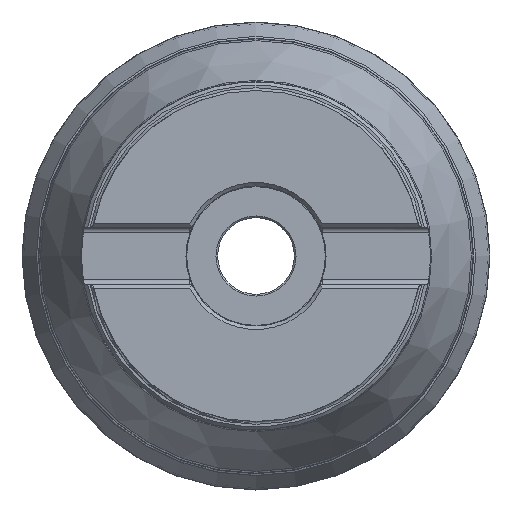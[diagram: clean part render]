
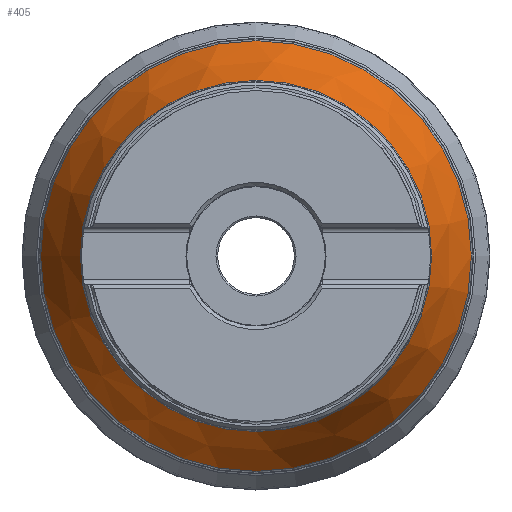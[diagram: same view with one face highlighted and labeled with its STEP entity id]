
A CAD part, left-side view. The second image highlights one B-rep face of the part: STEP entity #405.
In plain terms, the highlighted conical face has half-angle 26.037 degrees and reference radius 50 mm.
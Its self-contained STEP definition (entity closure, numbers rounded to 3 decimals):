
#164=FACE_BOUND('',#536,.T.);
#165=FACE_BOUND('',#537,.T.);
#245=CONICAL_SURFACE('',#1278,50.,26.037);
#405=ADVANCED_FACE('',(#164,#165),#245,.T.);
#536=EDGE_LOOP('',(#701));
#537=EDGE_LOOP('',(#702));
#701=ORIENTED_EDGE('',*,*,#1078,.T.);
#702=ORIENTED_EDGE('',*,*,#1079,.T.);
#967=VERTEX_POINT('',#1936);
#968=VERTEX_POINT('',#1938);
#1078=EDGE_CURVE('',#967,#967,#1194,.T.);
#1079=EDGE_CURVE('',#968,#968,#1195,.T.);
#1194=CIRCLE('',#1276,61.807);
#1195=CIRCLE('',#1277,50.406);
#1276=AXIS2_PLACEMENT_3D('',#1935,#1460,#1461);
#1277=AXIS2_PLACEMENT_3D('',#1937,#1462,#1463);
#1278=AXIS2_PLACEMENT_3D('',#1939,#1464,#1465);
#1460=DIRECTION('',(-1.,0.,0.));
#1461=DIRECTION('',(0.,-1.,0.));
#1462=DIRECTION('',(1.,0.,0.));
#1463=DIRECTION('',(0.,1.,0.));
#1464=DIRECTION('',(1.,0.,0.));
#1465=DIRECTION('',(0.,1.,0.));
#1935=CARTESIAN_POINT('',(36.169,0.,0.));
#1936=CARTESIAN_POINT('',(36.169,-61.807,0.));
#1937=CARTESIAN_POINT('',(12.831,0.,0.));
#1938=CARTESIAN_POINT('',(12.831,50.406,0.));
#1939=CARTESIAN_POINT('',(12.,0.,0.));
